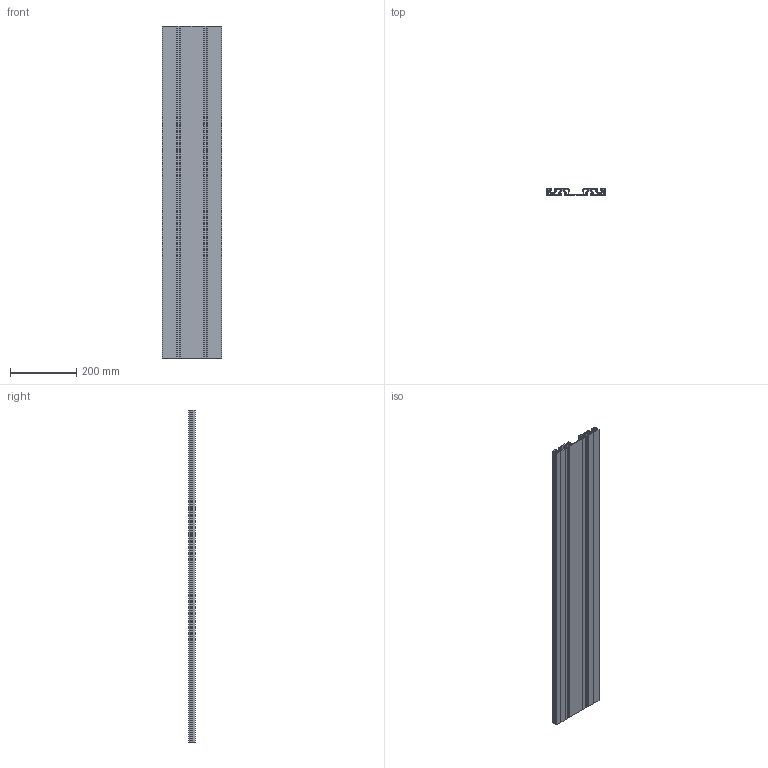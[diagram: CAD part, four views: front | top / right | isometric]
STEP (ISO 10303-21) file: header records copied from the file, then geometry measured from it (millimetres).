
FILE_DESCRIPTION(/* description */ (''),/* implementation_level */ '2;1');
FILE_NAME(/* name */ '22609_KriTec_Parkschiene_hoch.stp',/* time_stamp */ '2021-03-29T13:15:17+02:00',/* author */ ('Nell'),/* organization */ (''),/* preprocessor_version */ 'ST-DEVELOPER v17',/* originating_system */ 'Autodesk Inventor 2018',/* authorisation */ '');
FILE_SCHEMA (('AUTOMOTIVE_DESIGN { 1 0 10303 214 3 1 1 }'));
Length unit declared in the file: millimetre
Products named in the file (1): 22609_KriTec_Parkschiene_hoch
Bounding box: 180 x 19 x 1000 mm (x, y, z)
Volume: 1214396.1 mm3; surface area: 973215.3 mm2
Topology: 1 solids, 1 shells, 250 faces, 744 edges, 496 vertices
Faces by surface type: cylinder 150, plane 100
Entity records: 8571 total; most frequent: DIRECTION 1546, CARTESIAN_POINT 1491, ORIENTED_EDGE 1488, EDGE_CURVE 744, AXIS2_PLACEMENT_3D 551, VERTEX_POINT 496, LINE 444, VECTOR 444
